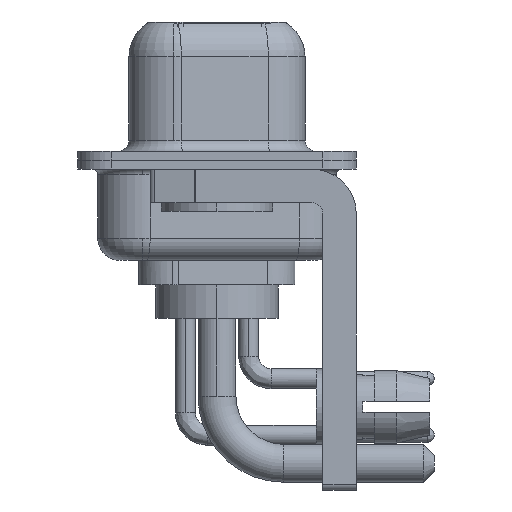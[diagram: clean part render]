
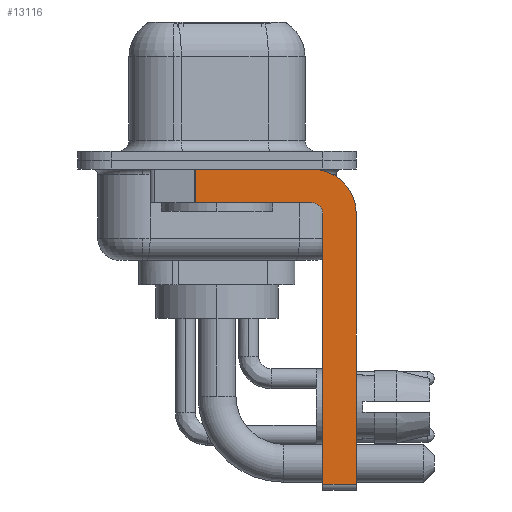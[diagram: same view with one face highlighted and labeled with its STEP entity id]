
A CAD part, left-side view. The second image highlights one B-rep face of the part: STEP entity #13116.
In plain terms, the highlighted planar face has unit normal (-1, 0, 0).
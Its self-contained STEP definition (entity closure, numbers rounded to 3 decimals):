
#3 = CARTESIAN_POINT ( 'NONE',  ( -2.9, -4.25, -14.55 ) ) ;
#685 = VERTEX_POINT ( 'NONE', #882 ) ;
#748 = CIRCLE ( 'NONE', #3549, 0.5 ) ;
#856 = ORIENTED_EDGE ( 'NONE', *, *, #18030, .F. ) ;
#882 = CARTESIAN_POINT ( 'NONE',  ( -2.9, -4.25, -1.9 ) ) ;
#1049 = VERTEX_POINT ( 'NONE', #20855 ) ;
#1310 = DIRECTION ( 'NONE',  ( 0., 0., 1. ) ) ;
#1424 = LINE ( 'NONE', #3, #5285 ) ;
#2369 = CARTESIAN_POINT ( 'NONE',  ( -2.9, 0.978, -1.9 ) ) ;
#2484 = DIRECTION ( 'NONE',  ( 0., 0., -1. ) ) ;
#2523 = CARTESIAN_POINT ( 'NONE',  ( -2.9, -4.25, -2.4 ) ) ;
#2822 = CARTESIAN_POINT ( 'NONE',  ( -2.9, -4.25, -1.9 ) ) ;
#3218 = DIRECTION ( 'NONE',  ( 1., 0., 0. ) ) ;
#3549 = AXIS2_PLACEMENT_3D ( 'NONE', #2523, #4276, #1310 ) ;
#3976 = PLANE ( 'NONE',  #6621 ) ;
#4019 = LINE ( 'NONE', #4127, #4376 ) ;
#4038 = CARTESIAN_POINT ( 'NONE',  ( -2.9, -6.25, -14.55 ) ) ;
#4127 = CARTESIAN_POINT ( 'NONE',  ( -2.9, -6.25, -2.4 ) ) ;
#4276 = DIRECTION ( 'NONE',  ( -1., 0., 0. ) ) ;
#4376 = VECTOR ( 'NONE', #2484, 1000. ) ;
#4654 = VECTOR ( 'NONE', #11047, 1000. ) ;
#4787 = EDGE_CURVE ( 'NONE', #19237, #685, #748, .T. ) ;
#4896 = EDGE_CURVE ( 'NONE', #17107, #15493, #1424, .T. ) ;
#5285 = VECTOR ( 'NONE', #19882, 1000. ) ;
#6375 = ORIENTED_EDGE ( 'NONE', *, *, #18959, .F. ) ;
#6516 = ORIENTED_EDGE ( 'NONE', *, *, #11483, .F. ) ;
#6589 = CARTESIAN_POINT ( 'NONE',  ( -2.9, -4.75, -2.4 ) ) ;
#6621 = AXIS2_PLACEMENT_3D ( 'NONE', #19050, #10572, #17209 ) ;
#6761 = CARTESIAN_POINT ( 'NONE',  ( -2.9, 0.978, -0.4 ) ) ;
#6839 = CARTESIAN_POINT ( 'NONE',  ( -2.9, -6.25, -2.4 ) ) ;
#7840 = VERTEX_POINT ( 'NONE', #6761 ) ;
#7918 = CARTESIAN_POINT ( 'NONE',  ( -2.9, -4.75, -14.8 ) ) ;
#8052 = VECTOR ( 'NONE', #19764, 1000. ) ;
#8167 = VERTEX_POINT ( 'NONE', #6839 ) ;
#8902 = ORIENTED_EDGE ( 'NONE', *, *, #4787, .F. ) ;
#9203 = LINE ( 'NONE', #2369, #4654 ) ;
#9551 = LINE ( 'NONE', #7918, #8052 ) ;
#9583 = VERTEX_POINT ( 'NONE', #16379 ) ;
#10572 = DIRECTION ( 'NONE',  ( 1., 0., 0. ) ) ;
#10720 = ORIENTED_EDGE ( 'NONE', *, *, #15735, .F. ) ;
#11047 = DIRECTION ( 'NONE',  ( 0., 0., -1. ) ) ;
#11483 = EDGE_CURVE ( 'NONE', #9583, #8167, #20437, .T. ) ;
#12161 = EDGE_CURVE ( 'NONE', #685, #1049, #12796, .T. ) ;
#12201 = FACE_OUTER_BOUND ( 'NONE', #12476, .T. ) ;
#12476 = EDGE_LOOP ( 'NONE', ( #856, #17744, #17444, #8902, #10720, #15603, #6375, #6516 ) ) ;
#12796 = LINE ( 'NONE', #2822, #20099 ) ;
#12871 = DIRECTION ( 'NONE',  ( 0., 0., -1. ) ) ;
#13116 = ADVANCED_FACE ( 'NONE', ( #12201 ), #3976, .F. ) ;
#13561 = CARTESIAN_POINT ( 'NONE',  ( -2.9, -4.75, -14.55 ) ) ;
#13680 = VECTOR ( 'NONE', #20444, 1000. ) ;
#15493 = VERTEX_POINT ( 'NONE', #4038 ) ;
#15603 = ORIENTED_EDGE ( 'NONE', *, *, #4896, .T. ) ;
#15735 = EDGE_CURVE ( 'NONE', #17107, #19237, #9551, .T. ) ;
#15738 = DIRECTION ( 'NONE',  ( 0., 1., 0. ) ) ;
#16287 = AXIS2_PLACEMENT_3D ( 'NONE', #16354, #3218, #12871 ) ;
#16354 = CARTESIAN_POINT ( 'NONE',  ( -2.9, -4.25, -2.4 ) ) ;
#16379 = CARTESIAN_POINT ( 'NONE',  ( -2.9, -4.25, -0.4 ) ) ;
#17107 = VERTEX_POINT ( 'NONE', #13561 ) ;
#17152 = EDGE_CURVE ( 'NONE', #7840, #1049, #9203, .T. ) ;
#17209 = DIRECTION ( 'NONE',  ( 0., 0., -1. ) ) ;
#17444 = ORIENTED_EDGE ( 'NONE', *, *, #12161, .F. ) ;
#17744 = ORIENTED_EDGE ( 'NONE', *, *, #17152, .T. ) ;
#18030 = EDGE_CURVE ( 'NONE', #7840, #9583, #19037, .T. ) ;
#18959 = EDGE_CURVE ( 'NONE', #8167, #15493, #4019, .T. ) ;
#19037 = LINE ( 'NONE', #20656, #13680 ) ;
#19050 = CARTESIAN_POINT ( 'NONE',  ( -2.9, -4.25, -2.4 ) ) ;
#19237 = VERTEX_POINT ( 'NONE', #6589 ) ;
#19764 = DIRECTION ( 'NONE',  ( 0., 0., 1. ) ) ;
#19882 = DIRECTION ( 'NONE',  ( 0., -1., 0. ) ) ;
#20099 = VECTOR ( 'NONE', #15738, 1000. ) ;
#20437 = CIRCLE ( 'NONE', #16287, 2. ) ;
#20444 = DIRECTION ( 'NONE',  ( 0., -1., 0. ) ) ;
#20656 = CARTESIAN_POINT ( 'NONE',  ( -2.9, 3., -0.4 ) ) ;
#20855 = CARTESIAN_POINT ( 'NONE',  ( -2.9, 0.978, -1.9 ) ) ;
